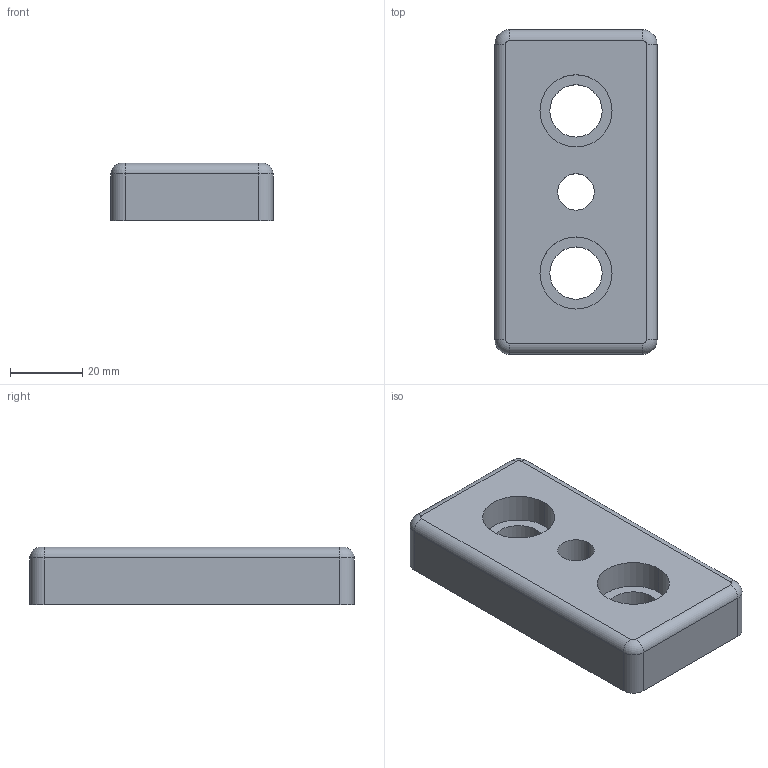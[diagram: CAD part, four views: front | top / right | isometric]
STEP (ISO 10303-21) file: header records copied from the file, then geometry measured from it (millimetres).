
FILE_DESCRIPTION (( 'STEP AP203' ), '1' );
FILE_NAME ('413500300_c_1.STEP', '2023-05-14T22:38:14', ( '' ), ( '' ), 'SwSTEP 2.0', 'SolidWorks 2014', '' );
FILE_SCHEMA (( 'CONFIG_CONTROL_DESIGN' ));
Length unit declared in the file: millimetre
Products named in the file (1): 413500300_c_1
Bounding box: 45 x 90 x 16 mm (x, y, z)
Volume: 39494.3 mm3; surface area: 19050.7 mm2
Topology: 1 solids, 1 shells, 100 faces, 262 edges, 172 vertices
Faces by surface type: cylinder 64, plane 32, torus 4
Entity records: 3223 total; most frequent: DIRECTION 596, CARTESIAN_POINT 535, ORIENTED_EDGE 524, EDGE_CURVE 262, AXIS2_PLACEMENT_3D 233, VERTEX_POINT 172, CIRCLE 132, VECTOR 130
